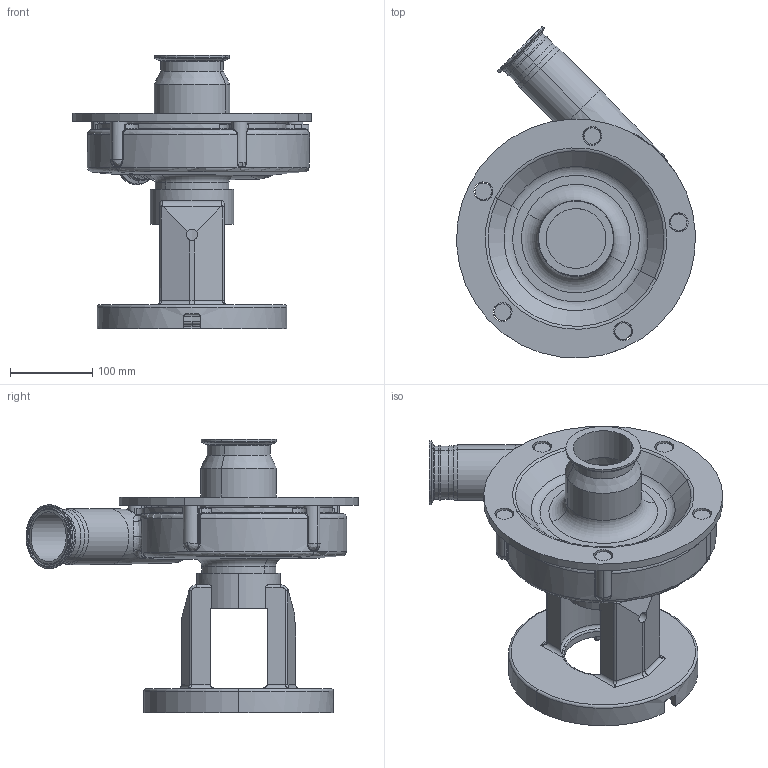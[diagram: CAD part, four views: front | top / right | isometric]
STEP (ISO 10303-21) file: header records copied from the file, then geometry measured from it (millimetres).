
FILE_DESCRIPTION (( 'STEP AP214' ), '1' );
FILE_NAME ('FPX 3541-3542 250TC 45L.STEP', '2022-12-19T15:38:27', ( '' ), ( '' ), 'SwSTEP 2.0', 'SolidWorks 2021', '' );
FILE_SCHEMA (( 'AUTOMOTIVE_DESIGN' ));
Length unit declared in the file: millimetre
Products named in the file (2): FPX 354 350TC 45L^1275000095.STEP; FPX 3541-3542 250TC 45L
Assembly tree (1 placements, depth 2):
  FPX 3541-3542 250TC 45L
    FPX 354 350TC 45L^1275000095.STEP
Bounding box: 289.6 x 402.72 x 331.5 mm (x, y, z)
Volume: 4775471.8 mm3; surface area: 558317.1 mm2
Topology: 1 solids, 3 shells, 506 faces, 1224 edges, 712 vertices
Faces by surface type: cylinder 171, torus 131, bspline 83, plane 82, cone 24, sphere 15
Entity records: 40524 total; most frequent: CARTESIAN_POINT 29285, ORIENTED_EDGE 2416, DIRECTION 2294, EDGE_CURVE 1208, AXIS2_PLACEMENT_3D 996, VERTEX_POINT 711, CIRCLE 569, EDGE_LOOP 525
